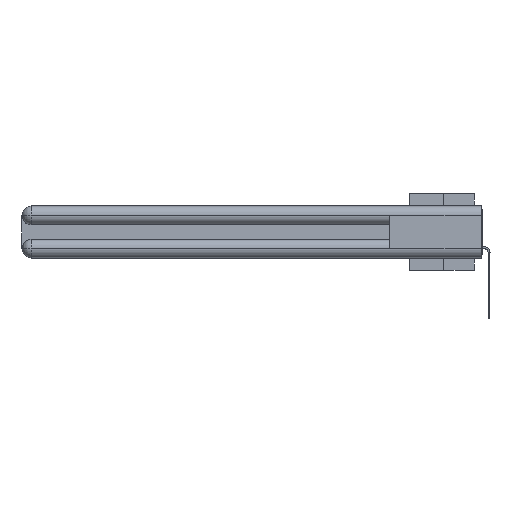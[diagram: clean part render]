
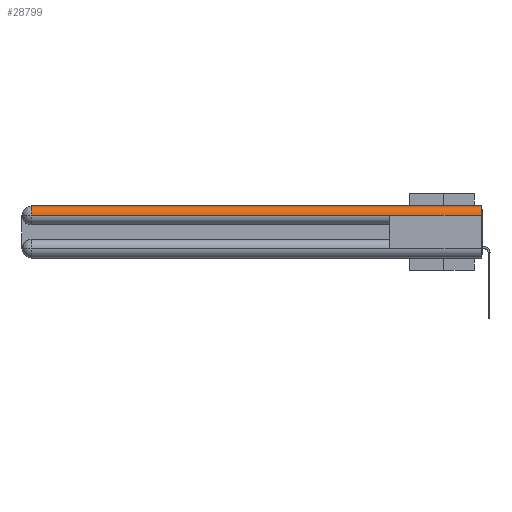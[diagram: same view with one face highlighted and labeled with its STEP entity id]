
A CAD part, left-side view. The second image highlights one B-rep face of the part: STEP entity #28799.
In plain terms, the highlighted cylindrical face has radius 1.562 mm (diameter 3.124 mm), a partial arc.
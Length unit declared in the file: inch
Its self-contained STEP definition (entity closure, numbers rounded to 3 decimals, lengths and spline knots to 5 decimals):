
#135 = CARTESIAN_POINT ( 'NONE',  ( 0., 3., -0.0615 ) ) ;
#459 = CARTESIAN_POINT ( 'NONE',  ( 0.0615, 0., -0.0615 ) ) ;
#2321 = LINE ( 'NONE', #135, #33198 ) ;
#2755 = EDGE_CURVE ( 'NONE', #7085, #13892, #2905, .T. ) ;
#2905 = CIRCLE ( 'NONE', #27805, 0.0615 ) ;
#3214 = CARTESIAN_POINT ( 'NONE',  ( 0.0615, 0., -0.0615 ) ) ;
#3913 = DIRECTION ( 'NONE',  ( 0., -1., 0. ) ) ;
#4427 = EDGE_LOOP ( 'NONE', ( #27315, #18157, #24210, #22640, #32541 ) ) ;
#7085 = VERTEX_POINT ( 'NONE', #26639 ) ;
#7466 = DIRECTION ( 'NONE',  ( 0., -1., 0. ) ) ;
#8470 = CYLINDRICAL_SURFACE ( 'NONE', #23358, 0.0615 ) ;
#9843 = CARTESIAN_POINT ( 'NONE',  ( 0.0615, 2.94, 0. ) ) ;
#9882 = CIRCLE ( 'NONE', #30148, 0.0615 ) ;
#10114 = CARTESIAN_POINT ( 'NONE',  ( 0.0615, 2.94, -0.0615 ) ) ;
#11432 = VERTEX_POINT ( 'NONE', #24456 ) ;
#11519 = DIRECTION ( 'NONE',  ( 1., 0., 0. ) ) ;
#13892 = VERTEX_POINT ( 'NONE', #35218 ) ;
#14231 = EDGE_CURVE ( 'NONE', #15878, #7085, #23611, .T. ) ;
#15203 = DIRECTION ( 'NONE',  ( 0., 0., 1. ) ) ;
#15847 = EDGE_CURVE ( 'NONE', #11432, #28032, #21081, .T. ) ;
#15878 = VERTEX_POINT ( 'NONE', #9843 ) ;
#16279 = DIRECTION ( 'NONE',  ( 0., 1., 0. ) ) ;
#17173 = FACE_OUTER_BOUND ( 'NONE', #4427, .T. ) ;
#17942 = EDGE_CURVE ( 'NONE', #15878, #11432, #9882, .T. ) ;
#18157 = ORIENTED_EDGE ( 'NONE', *, *, #17942, .T. ) ;
#21081 = LINE ( 'NONE', #35019, #34105 ) ;
#21176 = DIRECTION ( 'NONE',  ( 0., -1., 0. ) ) ;
#21755 = EDGE_CURVE ( 'NONE', #13892, #28032, #2321, .T. ) ;
#22612 = DIRECTION ( 'NONE',  ( 0., 1., 0. ) ) ;
#22640 = ORIENTED_EDGE ( 'NONE', *, *, #21755, .F. ) ;
#23025 = VECTOR ( 'NONE', #7466, 39.37008 ) ;
#23358 = AXIS2_PLACEMENT_3D ( 'NONE', #3214, #22612, #35832 ) ;
#23611 = LINE ( 'NONE', #29569, #23025 ) ;
#24210 = ORIENTED_EDGE ( 'NONE', *, *, #15847, .T. ) ;
#24456 = CARTESIAN_POINT ( 'NONE',  ( 0., 2.94, -0.0615 ) ) ;
#26639 = CARTESIAN_POINT ( 'NONE',  ( 0.0615, 0., 0. ) ) ;
#27315 = ORIENTED_EDGE ( 'NONE', *, *, #14231, .F. ) ;
#27318 = CARTESIAN_POINT ( 'NONE',  ( 0., 0.6, -0.0615 ) ) ;
#27805 = AXIS2_PLACEMENT_3D ( 'NONE', #459, #3913, #11519 ) ;
#28032 = VERTEX_POINT ( 'NONE', #27318 ) ;
#28799 = ADVANCED_FACE ( 'NONE', ( #17173 ), #8470, .T. ) ;
#29569 = CARTESIAN_POINT ( 'NONE',  ( 0.0615, 0., 0. ) ) ;
#30148 = AXIS2_PLACEMENT_3D ( 'NONE', #10114, #21176, #15203 ) ;
#32541 = ORIENTED_EDGE ( 'NONE', *, *, #2755, .F. ) ;
#33198 = VECTOR ( 'NONE', #16279, 39.37008 ) ;
#34105 = VECTOR ( 'NONE', #34668, 39.37008 ) ;
#34668 = DIRECTION ( 'NONE',  ( 0., -1., 0. ) ) ;
#35019 = CARTESIAN_POINT ( 'NONE',  ( 0., 3., -0.0615 ) ) ;
#35218 = CARTESIAN_POINT ( 'NONE',  ( 0., 0., -0.0615 ) ) ;
#35832 = DIRECTION ( 'NONE',  ( 0., 0., 1. ) ) ;
